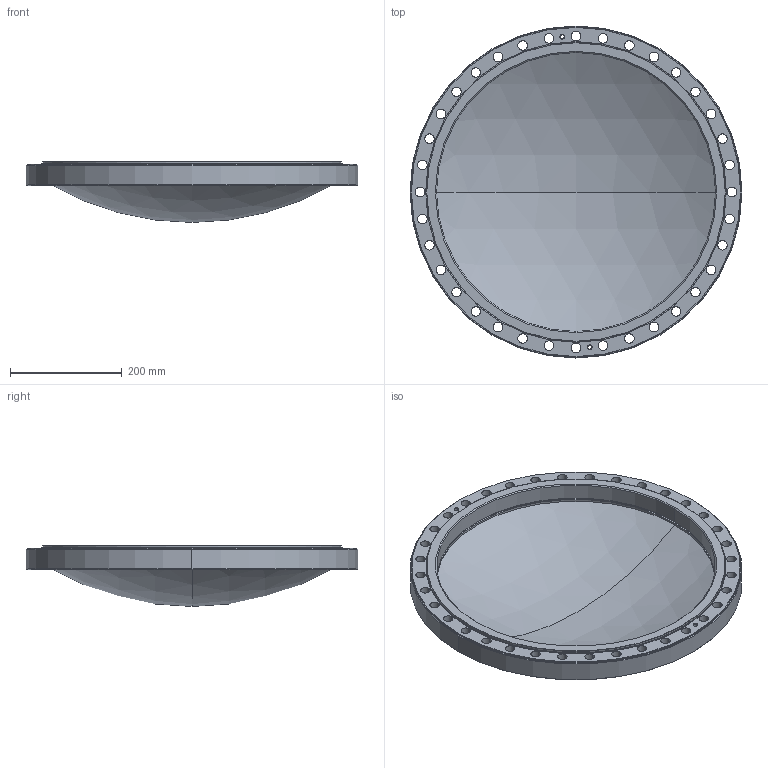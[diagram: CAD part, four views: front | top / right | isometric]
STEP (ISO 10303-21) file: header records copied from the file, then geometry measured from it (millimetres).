
FILE_DESCRIPTION (( 'STEP AP214' ), '1' );
FILE_NAME ('620FBM500-S.stp', '2017-05-08T05:17:35', ( '' ), ( '' ), 'SwSTEP 2.0', 'SolidWorks 2015', '' );
FILE_SCHEMA (( 'AUTOMOTIVE_DESIGN' ));
Length unit declared in the file: millimetre
Products named in the file (1): 620FBM500-S
Bounding box: 595 x 595 x 109.1 mm (x, y, z)
Volume: 3750003.7 mm3; surface area: 814184.6 mm2
Topology: 2 solids, 2 shells, 127 faces, 332 edges, 214 vertices
Faces by surface type: cylinder 90, cone 22, plane 7, torus 4, sphere 4
Entity records: 5606 total; most frequent: DIRECTION 808, CARTESIAN_POINT 674, ORIENTED_EDGE 664, AXIS2_PLACEMENT_3D 348, EDGE_CURVE 332, CIRCLE 220, VERTEX_POINT 214, EDGE_LOOP 210
